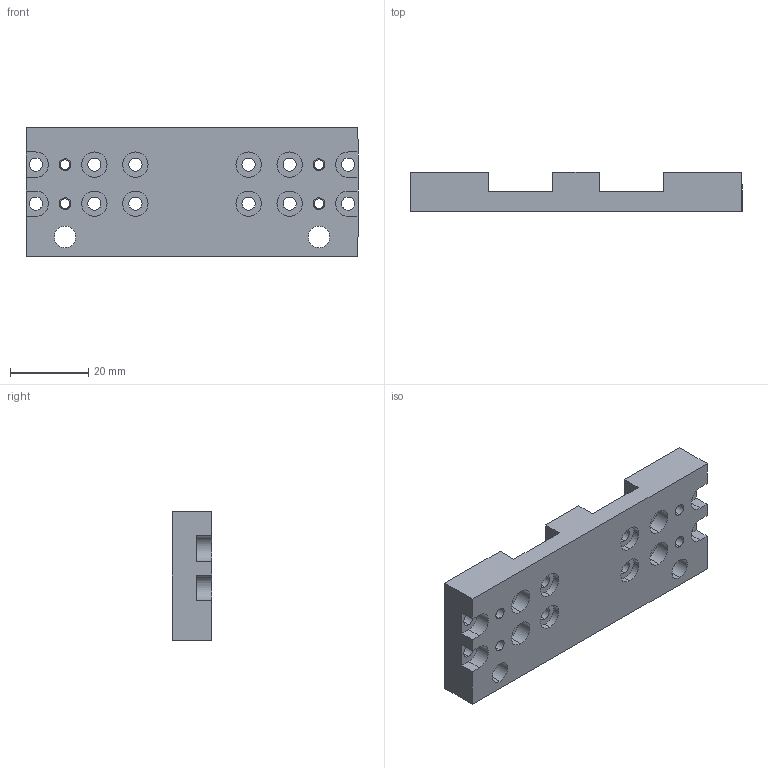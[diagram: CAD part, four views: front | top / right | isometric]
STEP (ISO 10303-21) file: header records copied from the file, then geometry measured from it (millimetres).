
FILE_DESCRIPTION (( 'STEP AP203' ), '1' );
FILE_NAME ('FRA262v4-Slider Plate.STEP', '2025-03-04T21:26:09', ( '' ), ( '' ), 'SwSTEP 2.0', 'SolidWorks 2024', '' );
FILE_SCHEMA (( 'CONFIG_CONTROL_DESIGN' ));
Length unit declared in the file: millimetre
Products named in the file (1): FRA262v4-Slider Plate
Bounding box: 85 x 10 x 33 mm (x, y, z)
Volume: 17856.3 mm3; surface area: 9777.1 mm2
Topology: 1 solids, 1 shells, 116 faces, 306 edges, 204 vertices
Faces by surface type: cylinder 68, plane 48
Entity records: 3795 total; most frequent: DIRECTION 676, CARTESIAN_POINT 627, ORIENTED_EDGE 612, EDGE_CURVE 306, AXIS2_PLACEMENT_3D 253, VERTEX_POINT 204, VECTOR 170, LINE 170
